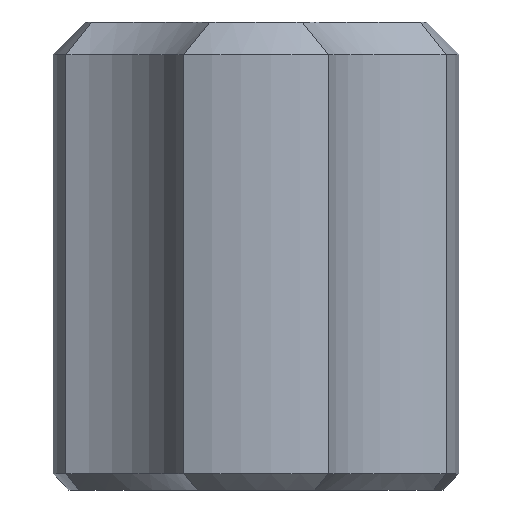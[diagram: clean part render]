
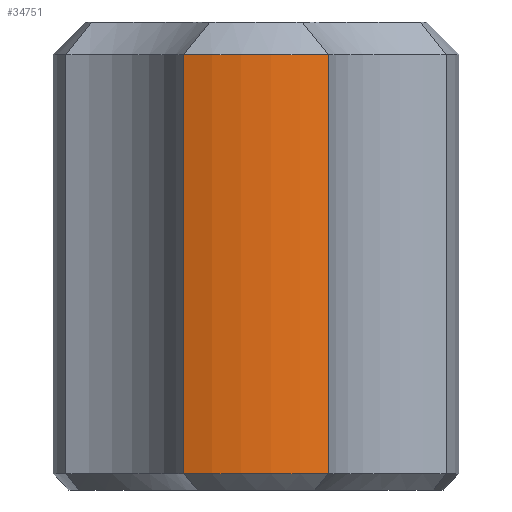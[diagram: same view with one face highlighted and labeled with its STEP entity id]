
A CAD part, front view. The second image highlights one B-rep face of the part: STEP entity #34751.
In plain terms, the highlighted cylindrical face has radius 6.25 mm (diameter 12.5 mm), a partial arc.
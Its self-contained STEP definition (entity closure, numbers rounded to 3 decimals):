
#31255 = CONICAL_SURFACE('',#31256,5.75,0.785);
#31256 = AXIS2_PLACEMENT_3D('',#31257,#31258,#31259);
#31257 = CARTESIAN_POINT('',(0.,0.,13.875));
#31258 = DIRECTION('',(0.,0.,-1.));
#31259 = DIRECTION('',(-0.356,-0.934,-0.));
#32351 = CONICAL_SURFACE('',#32352,6.,0.785);
#32352 = AXIS2_PLACEMENT_3D('',#32353,#32354,#32355);
#32353 = CARTESIAN_POINT('',(0.,0.,0.25));
#32354 = DIRECTION('',(0.,0.,1.));
#32355 = DIRECTION('',(-0.356,-0.934,0.));
#32968 = VERTEX_POINT('',#32969);
#32969 = CARTESIAN_POINT('',(-2.225,-5.841,0.5));
#32984 = CYLINDRICAL_SURFACE('',#32985,5.);
#32985 = AXIS2_PLACEMENT_3D('',#32986,#32987,#32988);
#32986 = CARTESIAN_POINT('',(-7.071,-7.071,0.));
#32987 = DIRECTION('',(0.,0.,1.));
#32988 = DIRECTION('',(0.969,0.246,-0.));
#33020 = EDGE_CURVE('',#33021,#32968,#33023,.T.);
#33021 = VERTEX_POINT('',#33022);
#33022 = CARTESIAN_POINT('',(2.225,-5.841,0.5));
#33023 = SURFACE_CURVE('',#33024,(#33029,#33036),.PCURVE_S1.);
#33024 = CIRCLE('',#33025,6.25);
#33025 = AXIS2_PLACEMENT_3D('',#33026,#33027,#33028);
#33026 = CARTESIAN_POINT('',(0.,0.,0.5));
#33027 = DIRECTION('',(0.,0.,-1.));
#33028 = DIRECTION('',(-0.356,-0.934,-0.));
#33029 = PCURVE('',#32351,#33030);
#33030 = DEFINITIONAL_REPRESENTATION('',(#33031),#33035);
#33031 = LINE('',#33032,#33033);
#33032 = CARTESIAN_POINT('',(6.283,0.25));
#33033 = VECTOR('',#33034,1.);
#33034 = DIRECTION('',(-1.,0.));
#33035 = ( GEOMETRIC_REPRESENTATION_CONTEXT(2) 
PARAMETRIC_REPRESENTATION_CONTEXT() REPRESENTATION_CONTEXT('2D SPACE',''
  ) );
#33036 = PCURVE('',#33037,#33042);
#33037 = CYLINDRICAL_SURFACE('',#33038,6.25);
#33038 = AXIS2_PLACEMENT_3D('',#33039,#33040,#33041);
#33039 = CARTESIAN_POINT('',(0.,0.,0.));
#33040 = DIRECTION('',(0.,0.,1.));
#33041 = DIRECTION('',(-0.356,-0.934,0.));
#33042 = DEFINITIONAL_REPRESENTATION('',(#33043),#33047);
#33043 = LINE('',#33044,#33045);
#33044 = CARTESIAN_POINT('',(6.283,0.5));
#33045 = VECTOR('',#33046,1.);
#33046 = DIRECTION('',(-1.,0.));
#33047 = ( GEOMETRIC_REPRESENTATION_CONTEXT(2) 
PARAMETRIC_REPRESENTATION_CONTEXT() REPRESENTATION_CONTEXT('2D SPACE',''
  ) );
#33113 = CYLINDRICAL_SURFACE('',#33114,5.);
#33114 = AXIS2_PLACEMENT_3D('',#33115,#33116,#33117);
#33115 = CARTESIAN_POINT('',(7.071,-7.071,0.));
#33116 = DIRECTION('',(0.,0.,1.));
#33117 = DIRECTION('',(-0.246,0.969,0.));
#33215 = EDGE_CURVE('',#33021,#33216,#33218,.T.);
#33216 = VERTEX_POINT('',#33217);
#33217 = CARTESIAN_POINT('',(2.225,-5.841,13.375));
#33218 = SURFACE_CURVE('',#33219,(#33223,#33230),.PCURVE_S1.);
#33219 = LINE('',#33220,#33221);
#33220 = CARTESIAN_POINT('',(2.225,-5.841,0.));
#33221 = VECTOR('',#33222,1.);
#33222 = DIRECTION('',(0.,0.,1.));
#33223 = PCURVE('',#33113,#33224);
#33224 = DEFINITIONAL_REPRESENTATION('',(#33225),#33229);
#33225 = LINE('',#33226,#33227);
#33226 = CARTESIAN_POINT('',(1.074,0.));
#33227 = VECTOR('',#33228,1.);
#33228 = DIRECTION('',(0.,1.));
#33229 = ( GEOMETRIC_REPRESENTATION_CONTEXT(2) 
PARAMETRIC_REPRESENTATION_CONTEXT() REPRESENTATION_CONTEXT('2D SPACE',''
  ) );
#33230 = PCURVE('',#33037,#33231);
#33231 = DEFINITIONAL_REPRESENTATION('',(#33232),#33236);
#33232 = LINE('',#33233,#33234);
#33233 = CARTESIAN_POINT('',(0.728,0.));
#33234 = VECTOR('',#33235,1.);
#33235 = DIRECTION('',(0.,1.));
#33236 = ( GEOMETRIC_REPRESENTATION_CONTEXT(2) 
PARAMETRIC_REPRESENTATION_CONTEXT() REPRESENTATION_CONTEXT('2D SPACE',''
  ) );
#34091 = VERTEX_POINT('',#34092);
#34092 = CARTESIAN_POINT('',(-2.225,-5.841,13.375));
#34158 = EDGE_CURVE('',#34091,#33216,#34159,.T.);
#34159 = SURFACE_CURVE('',#34160,(#34165,#34172),.PCURVE_S1.);
#34160 = CIRCLE('',#34161,6.25);
#34161 = AXIS2_PLACEMENT_3D('',#34162,#34163,#34164);
#34162 = CARTESIAN_POINT('',(0.,0.,13.375));
#34163 = DIRECTION('',(0.,0.,1.));
#34164 = DIRECTION('',(-0.356,-0.934,0.));
#34165 = PCURVE('',#31255,#34166);
#34166 = DEFINITIONAL_REPRESENTATION('',(#34167),#34171);
#34167 = LINE('',#34168,#34169);
#34168 = CARTESIAN_POINT('',(6.283,0.5));
#34169 = VECTOR('',#34170,1.);
#34170 = DIRECTION('',(-1.,0.));
#34171 = ( GEOMETRIC_REPRESENTATION_CONTEXT(2) 
PARAMETRIC_REPRESENTATION_CONTEXT() REPRESENTATION_CONTEXT('2D SPACE',''
  ) );
#34172 = PCURVE('',#33037,#34173);
#34173 = DEFINITIONAL_REPRESENTATION('',(#34174),#34178);
#34174 = LINE('',#34175,#34176);
#34175 = CARTESIAN_POINT('',(0.,13.375));
#34176 = VECTOR('',#34177,1.);
#34177 = DIRECTION('',(1.,0.));
#34178 = ( GEOMETRIC_REPRESENTATION_CONTEXT(2) 
PARAMETRIC_REPRESENTATION_CONTEXT() REPRESENTATION_CONTEXT('2D SPACE',''
  ) );
#34751 = ADVANCED_FACE('',(#34752),#33037,.T.);
#34752 = FACE_BOUND('',#34753,.T.);
#34753 = EDGE_LOOP('',(#34754,#34755,#34756,#34757));
#34754 = ORIENTED_EDGE('',*,*,#33020,.F.);
#34755 = ORIENTED_EDGE('',*,*,#33215,.T.);
#34756 = ORIENTED_EDGE('',*,*,#34158,.F.);
#34757 = ORIENTED_EDGE('',*,*,#34758,.F.);
#34758 = EDGE_CURVE('',#32968,#34091,#34759,.T.);
#34759 = SURFACE_CURVE('',#34760,(#34764,#34771),.PCURVE_S1.);
#34760 = LINE('',#34761,#34762);
#34761 = CARTESIAN_POINT('',(-2.225,-5.841,0.));
#34762 = VECTOR('',#34763,1.);
#34763 = DIRECTION('',(0.,0.,1.));
#34764 = PCURVE('',#33037,#34765);
#34765 = DEFINITIONAL_REPRESENTATION('',(#34766),#34770);
#34766 = LINE('',#34767,#34768);
#34767 = CARTESIAN_POINT('',(0.,0.));
#34768 = VECTOR('',#34769,1.);
#34769 = DIRECTION('',(0.,1.));
#34770 = ( GEOMETRIC_REPRESENTATION_CONTEXT(2) 
PARAMETRIC_REPRESENTATION_CONTEXT() REPRESENTATION_CONTEXT('2D SPACE',''
  ) );
#34771 = PCURVE('',#32984,#34772);
#34772 = DEFINITIONAL_REPRESENTATION('',(#34773),#34777);
#34773 = LINE('',#34774,#34775);
#34774 = CARTESIAN_POINT('',(0.,0.));
#34775 = VECTOR('',#34776,1.);
#34776 = DIRECTION('',(0.,1.));
#34777 = ( GEOMETRIC_REPRESENTATION_CONTEXT(2) 
PARAMETRIC_REPRESENTATION_CONTEXT() REPRESENTATION_CONTEXT('2D SPACE',''
  ) );
